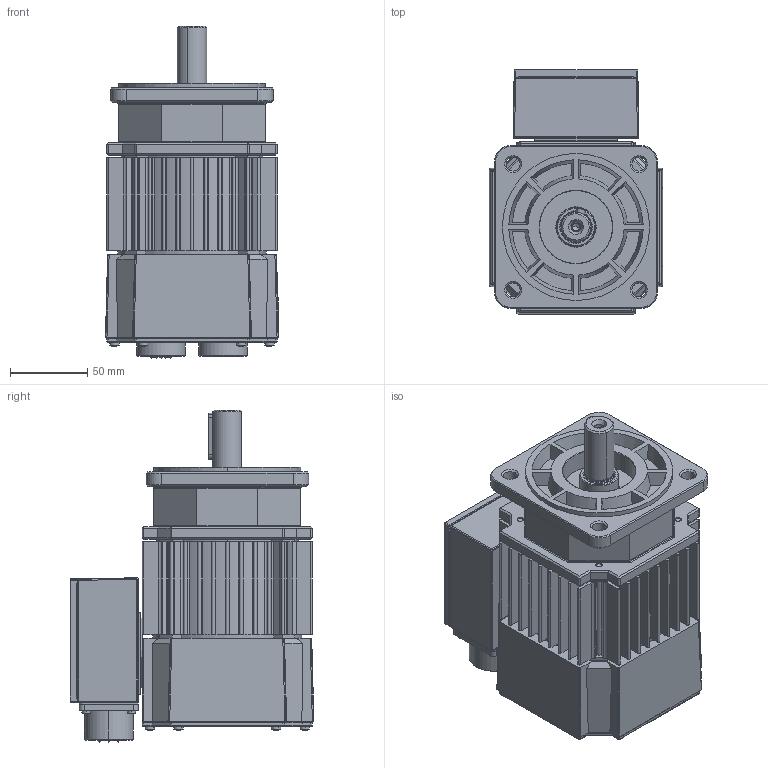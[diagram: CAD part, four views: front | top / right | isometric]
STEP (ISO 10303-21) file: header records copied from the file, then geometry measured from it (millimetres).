
FILE_DESCRIPTION((''),'2;1');
FILE_NAME('BL-111 - Basic.stp','2014-04-04T08:31:57',('arodrigo'),(''),'Autodesk Inventor 9','Autodesk Inventor 9','');
FILE_SCHEMA(('AUTOMOTIVE_DESIGN { 1 0 10303 214 1 1 1 1 }'));
Length unit declared in the file: millimetre
Products named in the file (1): Pieza1
Bounding box: 111.8 x 157.4 x 214.38 mm (x, y, z)
Volume: 1860715.4 mm3; surface area: 242792.8 mm2
Topology: 40 solids, 40 shells, 1668 faces, 4181 edges, 2600 vertices
Faces by surface type: plane 751, cylinder 545, bspline 120, cone 110, sphere 78, torus 64
Entity records: 52435 total; most frequent: CARTESIAN_POINT 12228, DIRECTION 8825, ORIENTED_EDGE 8152, EDGE_CURVE 4076, AXIS2_PLACEMENT_3D 3330, VERTEX_POINT 2579, VECTOR 2165, LINE 2165
